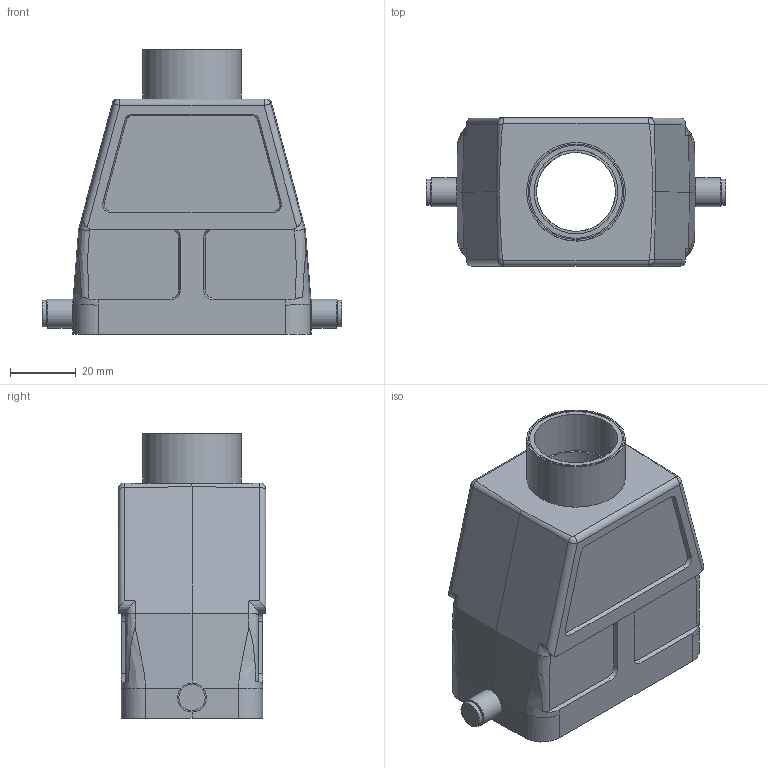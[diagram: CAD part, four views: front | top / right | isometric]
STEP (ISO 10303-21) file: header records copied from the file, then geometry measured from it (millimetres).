
FILE_DESCRIPTION((''),'2;1');
FILE_NAME('05300100467.stp','2020-07-07T13:35:04',('e.eickhoff'),(''),'Autodesk Inventor 2012','Autodesk Inventor 2012','');
FILE_SCHEMA(('AUTOMOTIVE_DESIGN { 1 0 10303 214 1 1 1 1 }'));
Length unit declared in the file: millimetre
Products named in the file (3): 05300100467; M25-PG21 Adapter
Assembly tree (2 placements, depth 2):
  05300100467
    05300100467
    M25-PG21 Adapter
Bounding box: 91.1 x 45 x 86.6 mm (x, y, z)
Volume: 63920.1 mm3; surface area: 39105.4 mm2
Topology: 2 solids, 3 shells, 307 faces, 799 edges, 524 vertices
Faces by surface type: plane 177, cylinder 65, cone 34, bspline 19, sphere 10, torus 2
Full cylindrical faces by diameter (mm): 3 x4, 4 x2, 8 x2, 8.8 x2, 24 x1, 25.5 x1, 28.3 x3, 29 x1, 30 x1
Entity records: 11034 total; most frequent: CARTESIAN_POINT 3384, ORIENTED_EDGE 1496, DIRECTION 1458, EDGE_CURVE 748, VERTEX_POINT 502, AXIS2_PLACEMENT_3D 501, VECTOR 456, LINE 456
